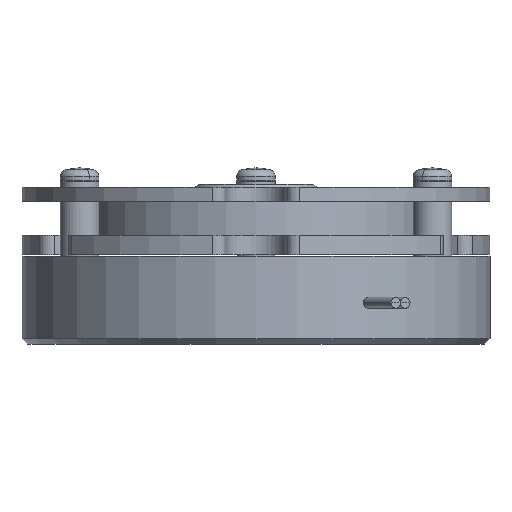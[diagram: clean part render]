
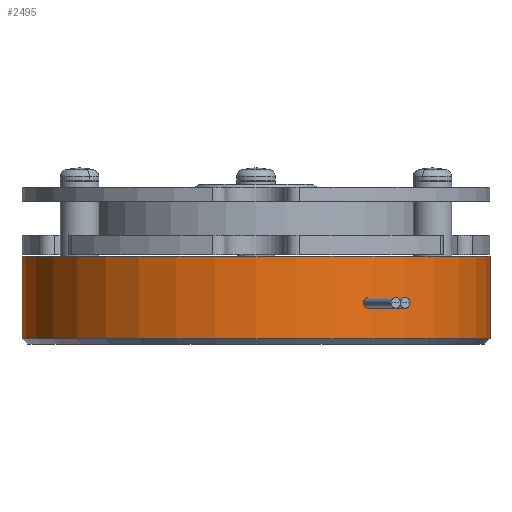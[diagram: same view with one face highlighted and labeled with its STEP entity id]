
A CAD part, front view. The second image highlights one B-rep face of the part: STEP entity #2495.
In plain terms, the highlighted cylindrical face has radius 42.5 mm (diameter 85 mm), a partial arc.
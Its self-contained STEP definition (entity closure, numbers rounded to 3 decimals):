
#1340 = CARTESIAN_POINT ( 'NONE',  ( -42.5, 0., 16. ) ) ;
#1341 = DIRECTION ( 'NONE',  ( 0., 0., -1. ) ) ;
#1342 = VECTOR ( 'NONE', #1341, 1000. ) ;
#1343 = CARTESIAN_POINT ( 'NONE',  ( -42.5, 0., 16. ) ) ;
#1344 = LINE ( 'NONE', #1343, #1342 ) ;
#1396 = CARTESIAN_POINT ( 'NONE',  ( 42.5, 0., 16. ) ) ;
#1423 = DIRECTION ( 'NONE',  ( 0., 0., -1. ) ) ;
#1430 = CARTESIAN_POINT ( 'NONE',  ( 42.5, 0., 16. ) ) ;
#1432 = LINE ( 'NONE', #1430, #1445 ) ;
#1445 = VECTOR ( 'NONE', #1423, 1000. ) ;
#1662 = VERTEX_POINT ( 'NONE', #4893 ) ;
#1694 = VERTEX_POINT ( 'NONE', #3411 ) ;
#2102 = EDGE_CURVE ( 'NONE', #2103, #1694, #1344, .T. ) ;
#2103 = VERTEX_POINT ( 'NONE', #1340 ) ;
#2110 = EDGE_CURVE ( 'NONE', #2119, #1662, #1432, .T. ) ;
#2119 = VERTEX_POINT ( 'NONE', #1396 ) ;
#2495 = ADVANCED_FACE ( 'NONE', ( #3809 ), #3805, .T. ) ;
#2496 = ORIENTED_EDGE ( 'NONE', *, *, #3647, .F. ) ;
#2501 = ORIENTED_EDGE ( 'NONE', *, *, #2110, .F. ) ;
#2521 = ORIENTED_EDGE ( 'NONE', *, *, #2532, .T. ) ;
#2522 = ORIENTED_EDGE ( 'NONE', *, *, #2102, .T. ) ;
#2532 = EDGE_CURVE ( 'NONE', #1694, #1662, #3813, .T. ) ;
#2534 = EDGE_LOOP ( 'NONE', ( #2501, #2496, #2522, #2521 ) ) ;
#3411 = CARTESIAN_POINT ( 'NONE',  ( -42.5, 0., 1. ) ) ;
#3647 = EDGE_CURVE ( 'NONE', #2103, #2119, #4497, .T. ) ;
#3801 = DIRECTION ( 'NONE',  ( -1., 0., 0. ) ) ;
#3802 = DIRECTION ( 'NONE',  ( 0., 0., -1. ) ) ;
#3803 = AXIS2_PLACEMENT_3D ( 'NONE', #3804, #3802, #3801 ) ;
#3804 = CARTESIAN_POINT ( 'NONE',  ( 0., 0., 16. ) ) ;
#3805 = CYLINDRICAL_SURFACE ( 'NONE', #3803, 42.5 ) ;
#3809 = FACE_OUTER_BOUND ( 'NONE', #2534, .T. ) ;
#3810 = DIRECTION ( 'NONE',  ( 0., 0., 1. ) ) ;
#3811 = CARTESIAN_POINT ( 'NONE',  ( 0., 0., 1. ) ) ;
#3812 = AXIS2_PLACEMENT_3D ( 'NONE', #3811, #3810, #3872 ) ;
#3813 = CIRCLE ( 'NONE', #3812, 42.5 ) ;
#3872 = DIRECTION ( 'NONE',  ( 1., 0., 0. ) ) ;
#4493 = DIRECTION ( 'NONE',  ( 1., 0., 0. ) ) ;
#4494 = DIRECTION ( 'NONE',  ( 0., 0., 1. ) ) ;
#4495 = CARTESIAN_POINT ( 'NONE',  ( 0., 0., 16. ) ) ;
#4496 = AXIS2_PLACEMENT_3D ( 'NONE', #4495, #4494, #4493 ) ;
#4497 = CIRCLE ( 'NONE', #4496, 42.5 ) ;
#4893 = CARTESIAN_POINT ( 'NONE',  ( 42.5, 0., 1. ) ) ;
